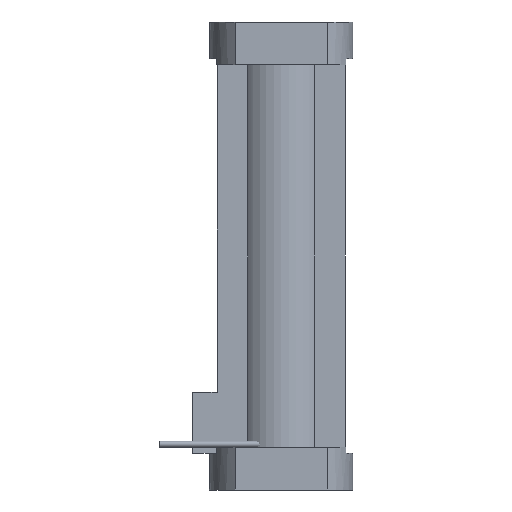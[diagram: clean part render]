
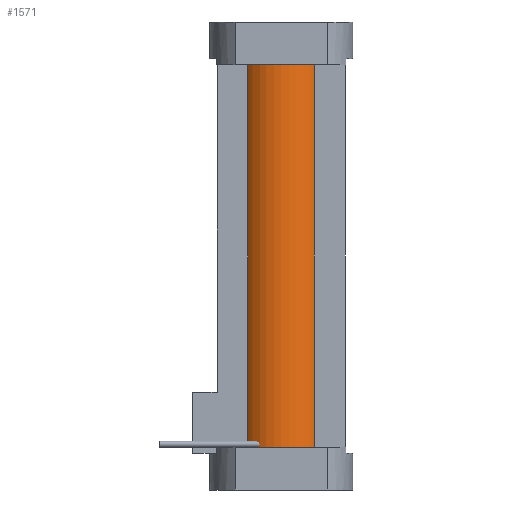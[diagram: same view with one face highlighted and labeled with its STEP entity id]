
A CAD part, left-side view. The second image highlights one B-rep face of the part: STEP entity #1571.
In plain terms, the highlighted cylindrical face has radius 7.4 mm (diameter 14.8 mm), a partial arc.
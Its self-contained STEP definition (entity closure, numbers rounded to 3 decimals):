
#760 = VERTEX_POINT ( 'NONE', #8663 ) ;
#762 = VERTEX_POINT ( 'NONE', #8646 ) ;
#1210 = VERTEX_POINT ( 'NONE', #3535 ) ;
#1413 = VERTEX_POINT ( 'NONE', #3898 ) ;
#1497 = VERTEX_POINT ( 'NONE', #4134 ) ;
#1513 = VERTEX_POINT ( 'NONE', #4244 ) ;
#1522 = EDGE_CURVE ( 'NONE', #1513, #1613, #4235, .T. ) ;
#1540 = EDGE_CURVE ( 'NONE', #1625, #1513, #4226, .T. ) ;
#1541 = VERTEX_POINT ( 'NONE', #4229 ) ;
#1544 = EDGE_CURVE ( 'NONE', #1413, #1210, #4210, .T. ) ;
#1570 = EDGE_CURVE ( 'NONE', #1497, #1541, #4335, .T. ) ;
#1571 = ADVANCED_FACE ( 'NONE', ( #4323 ), #4571, .T. ) ;
#1572 = EDGE_CURVE ( 'NONE', #1612, #1615, #4572, .T. ) ;
#1573 = ORIENTED_EDGE ( 'NONE', *, *, #1540, .T. ) ;
#1574 = ORIENTED_EDGE ( 'NONE', *, *, #1576, .F. ) ;
#1575 = ORIENTED_EDGE ( 'NONE', *, *, #1522, .T. ) ;
#1576 = EDGE_CURVE ( 'NONE', #762, #1613, #4519, .T. ) ;
#1591 = ORIENTED_EDGE ( 'NONE', *, *, #1633, .T. ) ;
#1598 = ORIENTED_EDGE ( 'NONE', *, *, #1607, .F. ) ;
#1605 = ORIENTED_EDGE ( 'NONE', *, *, #1572, .F. ) ;
#1606 = EDGE_CURVE ( 'NONE', #760, #762, #4466, .T. ) ;
#1607 = EDGE_CURVE ( 'NONE', #1615, #760, #4366, .T. ) ;
#1608 = ORIENTED_EDGE ( 'NONE', *, *, #1544, .T. ) ;
#1612 = VERTEX_POINT ( 'NONE', #4462 ) ;
#1613 = VERTEX_POINT ( 'NONE', #4460 ) ;
#1614 = ORIENTED_EDGE ( 'NONE', *, *, #1606, .F. ) ;
#1615 = VERTEX_POINT ( 'NONE', #4455 ) ;
#1616 = EDGE_LOOP ( 'NONE', ( #1573, #1575, #1574, #1614, #1598, #1605, #1640, #1636, #1608, #1591, #1639, #1628 ) ) ;
#1625 = VERTEX_POINT ( 'NONE', #4434 ) ;
#1628 = ORIENTED_EDGE ( 'NONE', *, *, #1634, .T. ) ;
#1632 = EDGE_CURVE ( 'NONE', #1638, #1413, #4432, .T. ) ;
#1633 = EDGE_CURVE ( 'NONE', #1210, #1497, #4591, .T. ) ;
#1634 = EDGE_CURVE ( 'NONE', #1541, #1625, #4590, .T. ) ;
#1636 = ORIENTED_EDGE ( 'NONE', *, *, #1632, .T. ) ;
#1637 = EDGE_CURVE ( 'NONE', #1638, #1612, #4589, .T. ) ;
#1638 = VERTEX_POINT ( 'NONE', #4290 ) ;
#1639 = ORIENTED_EDGE ( 'NONE', *, *, #1570, .T. ) ;
#1640 = ORIENTED_EDGE ( 'NONE', *, *, #1637, .F. ) ;
#3535 = CARTESIAN_POINT ( 'NONE',  ( -5.272, 5.193, 6. ) ) ;
#3898 = CARTESIAN_POINT ( 'NONE',  ( -5., 5.455, 6. ) ) ;
#3963 = DIRECTION ( 'NONE',  ( 0., 0., 1. ) ) ;
#3964 = VECTOR ( 'NONE', #3963, 1000. ) ;
#4134 = CARTESIAN_POINT ( 'NONE',  ( -5.821, 4.569, 6. ) ) ;
#4191 = DIRECTION ( 'NONE',  ( 1., 0., 0. ) ) ;
#4193 = DIRECTION ( 'NONE',  ( 0., 0., 1. ) ) ;
#4195 = AXIS2_PLACEMENT_3D ( 'NONE', #4216, #4193, #4191 ) ;
#4210 = CIRCLE ( 'NONE', #4195, 7.4 ) ;
#4216 = CARTESIAN_POINT ( 'NONE',  ( 0., 0., 6. ) ) ;
#4218 = DIRECTION ( 'NONE',  ( 1., 0., 0. ) ) ;
#4219 = DIRECTION ( 'NONE',  ( 0., 0., 1. ) ) ;
#4220 = CARTESIAN_POINT ( 'NONE',  ( 0., 0., 6. ) ) ;
#4221 = AXIS2_PLACEMENT_3D ( 'NONE', #4220, #4219, #4218 ) ;
#4226 = CIRCLE ( 'NONE', #4221, 7.4 ) ;
#4229 = CARTESIAN_POINT ( 'NONE',  ( -5.821, -4.569, 6. ) ) ;
#4234 = CARTESIAN_POINT ( 'NONE',  ( -5., -5.455, -14.93 ) ) ;
#4235 = LINE ( 'NONE', #4234, #3964 ) ;
#4244 = CARTESIAN_POINT ( 'NONE',  ( -5., -5.455, 6. ) ) ;
#4286 = DIRECTION ( 'NONE',  ( 1., 0., 0. ) ) ;
#4290 = CARTESIAN_POINT ( 'NONE',  ( -5., 5.455, 70.7 ) ) ;
#4292 = AXIS2_PLACEMENT_3D ( 'NONE', #4304, #4301, #4286 ) ;
#4295 = DIRECTION ( 'NONE',  ( 1., 0., 0. ) ) ;
#4296 = DIRECTION ( 'NONE',  ( 0., 0., 1. ) ) ;
#4298 = CARTESIAN_POINT ( 'NONE',  ( 0., 0., 6. ) ) ;
#4301 = DIRECTION ( 'NONE',  ( 0., 0., 1. ) ) ;
#4304 = CARTESIAN_POINT ( 'NONE',  ( 0., 0., 70.7 ) ) ;
#4307 = DIRECTION ( 'NONE',  ( 1., 0., 0. ) ) ;
#4309 = DIRECTION ( 'NONE',  ( 0., 0., 1. ) ) ;
#4310 = AXIS2_PLACEMENT_3D ( 'NONE', #4585, #4309, #4307 ) ;
#4314 = AXIS2_PLACEMENT_3D ( 'NONE', #4298, #4296, #4295 ) ;
#4323 = FACE_OUTER_BOUND ( 'NONE', #1616, .T. ) ;
#4324 = AXIS2_PLACEMENT_3D ( 'NONE', #4579, #4328, #4337 ) ;
#4328 = DIRECTION ( 'NONE',  ( 0., 0., 1. ) ) ;
#4335 = CIRCLE ( 'NONE', #4345, 7.4 ) ;
#4337 = DIRECTION ( 'NONE',  ( 1., 0., 0. ) ) ;
#4345 = AXIS2_PLACEMENT_3D ( 'NONE', #4582, #4581, #4580 ) ;
#4356 = CARTESIAN_POINT ( 'NONE',  ( 0., 0., 70.7 ) ) ;
#4366 = CIRCLE ( 'NONE', #4467, 7.4 ) ;
#4432 = LINE ( 'NONE', #4469, #4588 ) ;
#4434 = CARTESIAN_POINT ( 'NONE',  ( -5.272, -5.193, 6. ) ) ;
#4455 = CARTESIAN_POINT ( 'NONE',  ( -5.821, 4.569, 70.7 ) ) ;
#4456 = DIRECTION ( 'NONE',  ( 1., 0., 0. ) ) ;
#4457 = DIRECTION ( 'NONE',  ( 0., 0., 1. ) ) ;
#4458 = CARTESIAN_POINT ( 'NONE',  ( 0., 0., 70.7 ) ) ;
#4460 = CARTESIAN_POINT ( 'NONE',  ( -5., -5.455, 70.7 ) ) ;
#4462 = CARTESIAN_POINT ( 'NONE',  ( -5.272, 5.193, 70.7 ) ) ;
#4463 = DIRECTION ( 'NONE',  ( 1., 0., 0. ) ) ;
#4464 = DIRECTION ( 'NONE',  ( 0., 0., 1. ) ) ;
#4465 = AXIS2_PLACEMENT_3D ( 'NONE', #4356, #4464, #4463 ) ;
#4466 = CIRCLE ( 'NONE', #4465, 7.4 ) ;
#4467 = AXIS2_PLACEMENT_3D ( 'NONE', #4458, #4457, #4456 ) ;
#4468 = DIRECTION ( 'NONE',  ( 0., 0., -1. ) ) ;
#4469 = CARTESIAN_POINT ( 'NONE',  ( -5., 5.455, -14.93 ) ) ;
#4511 = DIRECTION ( 'NONE',  ( 1., 0., 0. ) ) ;
#4512 = DIRECTION ( 'NONE',  ( 0., 0., 1. ) ) ;
#4513 = CARTESIAN_POINT ( 'NONE',  ( 0., 0., 70.7 ) ) ;
#4514 = AXIS2_PLACEMENT_3D ( 'NONE', #4513, #4512, #4511 ) ;
#4519 = CIRCLE ( 'NONE', #4514, 7.4 ) ;
#4521 = DIRECTION ( 'NONE',  ( 1., 0., 0. ) ) ;
#4522 = DIRECTION ( 'NONE',  ( 0., 0., 1. ) ) ;
#4523 = AXIS2_PLACEMENT_3D ( 'NONE', #4576, #4522, #4521 ) ;
#4571 = CYLINDRICAL_SURFACE ( 'NONE', #4324, 7.4 ) ;
#4572 = CIRCLE ( 'NONE', #4523, 7.4 ) ;
#4576 = CARTESIAN_POINT ( 'NONE',  ( 0., 0., 70.7 ) ) ;
#4579 = CARTESIAN_POINT ( 'NONE',  ( 0., 0., -14.93 ) ) ;
#4580 = DIRECTION ( 'NONE',  ( 1., 0., 0. ) ) ;
#4581 = DIRECTION ( 'NONE',  ( 0., 0., 1. ) ) ;
#4582 = CARTESIAN_POINT ( 'NONE',  ( 0., 0., 6. ) ) ;
#4585 = CARTESIAN_POINT ( 'NONE',  ( 0., 0., 6. ) ) ;
#4588 = VECTOR ( 'NONE', #4468, 1000. ) ;
#4589 = CIRCLE ( 'NONE', #4292, 7.4 ) ;
#4590 = CIRCLE ( 'NONE', #4314, 7.4 ) ;
#4591 = CIRCLE ( 'NONE', #4310, 7.4 ) ;
#8646 = CARTESIAN_POINT ( 'NONE',  ( -5.272, -5.193, 70.7 ) ) ;
#8663 = CARTESIAN_POINT ( 'NONE',  ( -5.821, -4.569, 70.7 ) ) ;
